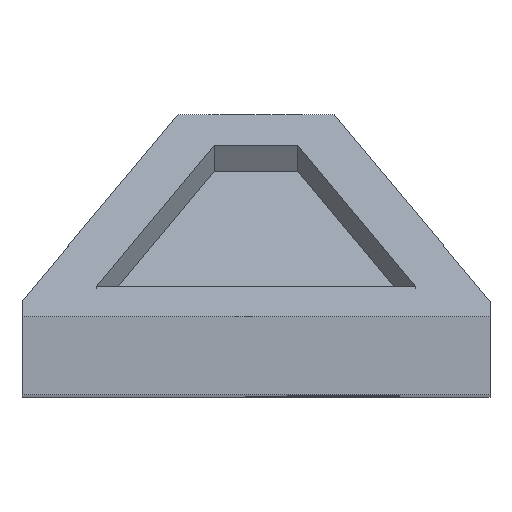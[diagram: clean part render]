
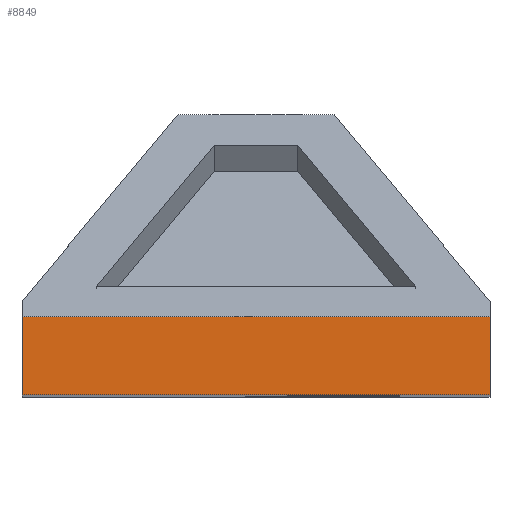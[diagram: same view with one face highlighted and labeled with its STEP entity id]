
A CAD part, top view. The second image highlights one B-rep face of the part: STEP entity #8849.
In plain terms, the highlighted planar face has unit normal (0, 0, 1).
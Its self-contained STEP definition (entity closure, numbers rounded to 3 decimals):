
#1643 = ORIENTED_EDGE ( 'NONE', *, *, #6413, .T. ) ;
#2060 = DIRECTION ( 'NONE',  ( 1., 0., 0. ) ) ;
#2073 = LINE ( 'NONE', #8148, #9697 ) ;
#2256 = EDGE_CURVE ( 'NONE', #5675, #12720, #2073, .T. ) ;
#3570 = LINE ( 'NONE', #4900, #15405 ) ;
#4152 = CARTESIAN_POINT ( 'NONE',  ( -7.5, 2.506, 50. ) ) ;
#4469 = ORIENTED_EDGE ( 'NONE', *, *, #2256, .T. ) ;
#4614 = ORIENTED_EDGE ( 'NONE', *, *, #7300, .T. ) ;
#4767 = FACE_OUTER_BOUND ( 'NONE', #4797, .T. ) ;
#4797 = EDGE_LOOP ( 'NONE', ( #11676, #4469, #4614, #1643 ) ) ;
#4900 = CARTESIAN_POINT ( 'NONE',  ( -7.5, 3., 50. ) ) ;
#4982 = CARTESIAN_POINT ( 'NONE',  ( 7.5, 0., 50. ) ) ;
#5140 = CARTESIAN_POINT ( 'NONE',  ( 0., 0., 50. ) ) ;
#5589 = VECTOR ( 'NONE', #2060, 1000. ) ;
#5675 = VERTEX_POINT ( 'NONE', #7122 ) ;
#5876 = DIRECTION ( 'NONE',  ( 0., -1., 0. ) ) ;
#6413 = EDGE_CURVE ( 'NONE', #14226, #15671, #12480, .T. ) ;
#6825 = CARTESIAN_POINT ( 'NONE',  ( 7.5, 0., 50. ) ) ;
#7122 = CARTESIAN_POINT ( 'NONE',  ( 7.5, 2.506, 50. ) ) ;
#7300 = EDGE_CURVE ( 'NONE', #12720, #14226, #3570, .T. ) ;
#8148 = CARTESIAN_POINT ( 'NONE',  ( -2.5, 2.506, 50. ) ) ;
#8849 = ADVANCED_FACE ( 'NONE', ( #4767 ), #12584, .T. ) ;
#9697 = VECTOR ( 'NONE', #15493, 1000. ) ;
#11399 = LINE ( 'NONE', #4982, #13134 ) ;
#11676 = ORIENTED_EDGE ( 'NONE', *, *, #12490, .T. ) ;
#12480 = LINE ( 'NONE', #13002, #5589 ) ;
#12490 = EDGE_CURVE ( 'NONE', #15671, #5675, #11399, .T. ) ;
#12584 = PLANE ( 'NONE',  #15644 ) ;
#12720 = VERTEX_POINT ( 'NONE', #4152 ) ;
#13002 = CARTESIAN_POINT ( 'NONE',  ( -7.5, 0., 50. ) ) ;
#13134 = VECTOR ( 'NONE', #15782, 1000. ) ;
#13755 = DIRECTION ( 'NONE',  ( 1., 0., 0. ) ) ;
#14226 = VERTEX_POINT ( 'NONE', #15143 ) ;
#14902 = DIRECTION ( 'NONE',  ( 0., 0., 1. ) ) ;
#15143 = CARTESIAN_POINT ( 'NONE',  ( -7.5, 0., 50. ) ) ;
#15405 = VECTOR ( 'NONE', #5876, 1000. ) ;
#15493 = DIRECTION ( 'NONE',  ( -1., 0., 0. ) ) ;
#15644 = AXIS2_PLACEMENT_3D ( 'NONE', #5140, #14902, #13755 ) ;
#15671 = VERTEX_POINT ( 'NONE', #6825 ) ;
#15782 = DIRECTION ( 'NONE',  ( 0., 1., 0. ) ) ;
